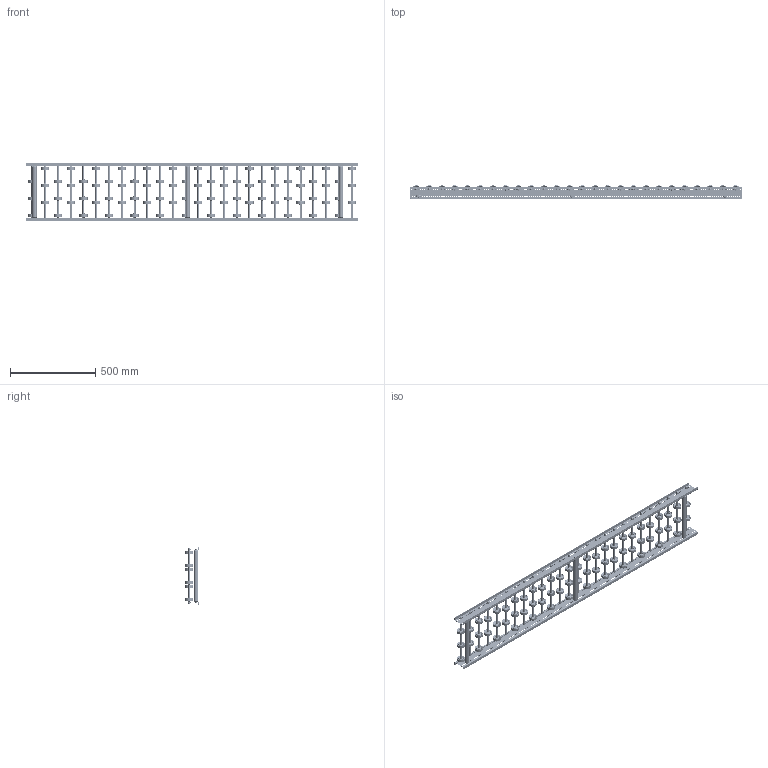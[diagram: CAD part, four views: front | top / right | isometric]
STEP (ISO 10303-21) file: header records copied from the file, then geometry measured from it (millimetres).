
FILE_DESCRIPTION (( 'STEP AP214' ), '1' );
FILE_NAME ('0052433.step', '2021-10-26T13:28:42', ( '' ), ( '' ), 'SwSTEP 2.0', 'SolidWorks 2020', '' );
FILE_SCHEMA (( 'AUTOMOTIVE_DESIGN' ));
Length unit declared in the file: millimetre
Products named in the file (9): Röllchenachse-für-Konfiguration_EL300 Stahl; Profil_LRB-20x70x20x2_KFG_S100214_U-PROFIL-20-70-20-2-LRB-L=1950; 0046278_KB-ROHR-12X1,75mm_KFG_L76; Traversen_KFG_L300; K0011528_2200-48-8; 0052433; Hutmutter_DIN_1587_M8; S100994_Sperrzahnschraube_M08x16-8.8-A2K; S106837_Gewindestange-M8-KFG_L320
Assembly tree (96 placements, depth 3):
  0052433
    Profil_LRB-20x70x20x2_KFG_S100214_U-PROFIL-20-70-20-2-LRB-L=1950  x2
    S100994_Sperrzahnschraube_M08x16-8.8-A2K  x6
    Traversen_KFG_L300  x3
    Röllchenachse-für-Konfiguration_EL300 Stahl  x26
      S106837_Gewindestange-M8-KFG_L320
      0046278_KB-ROHR-12X1,75mm_KFG_L76
      K0011528_2200-48-8
    Hutmutter_DIN_1587_M8  x52
Bounding box: 1950 x 79 x 340 mm (x, y, z)
Volume: 3262691 mm3; surface area: 2564011.4 mm2
Topology: 329 solids, 329 shells, 10006 faces, 21672 edges, 13180 vertices
Faces by surface type: cylinder 3916, torus 2052, plane 2034, cone 1952, bspline 52
Entity records: 31137 total; most frequent: DIRECTION 5563, CARTESIAN_POINT 5157, ORIENTED_EDGE 4604, AXIS2_PLACEMENT_3D 2408, EDGE_CURVE 2302, VERTEX_POINT 1506, EDGE_LOOP 1482, CIRCLE 1475
